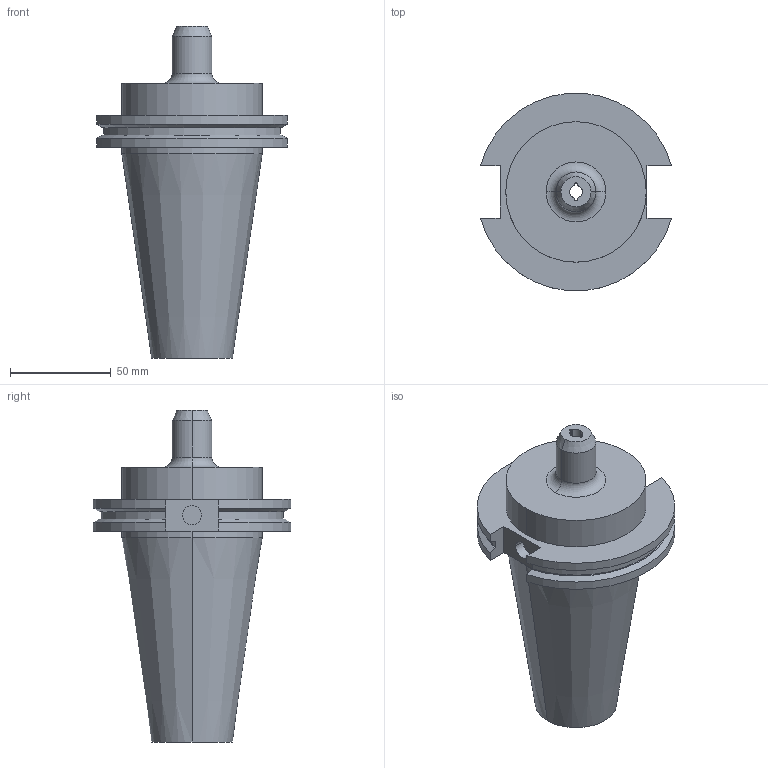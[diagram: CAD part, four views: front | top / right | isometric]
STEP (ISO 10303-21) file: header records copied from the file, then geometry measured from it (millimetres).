
FILE_DESCRIPTION (( 'STEP AP203' ), '1' );
FILE_NAME ('STP-SATE-22931-2.5B.STEP', '2018-08-27T00:49:27', ( '' ), ( '' ), 'SwSTEP 2.0', 'SolidWorks 2015', '' );
FILE_SCHEMA (( 'CONFIG_CONTROL_DESIGN' ));
Length unit declared in the file: millimetre
Products named in the file (1): STP-SATE-22931-2.5B
Bounding box: 94.95 x 98.05 x 165.1 mm (x, y, z)
Volume: 381934.9 mm3; surface area: 51528.5 mm2
Topology: 1 solids, 1 shells, 61 faces, 147 edges, 94 vertices
Faces by surface type: cylinder 29, plane 18, cone 12, torus 2
Entity records: 1886 total; most frequent: DIRECTION 335, CARTESIAN_POINT 327, ORIENTED_EDGE 294, EDGE_CURVE 147, AXIS2_PLACEMENT_3D 134, VERTEX_POINT 94, CIRCLE 72, EDGE_LOOP 69
